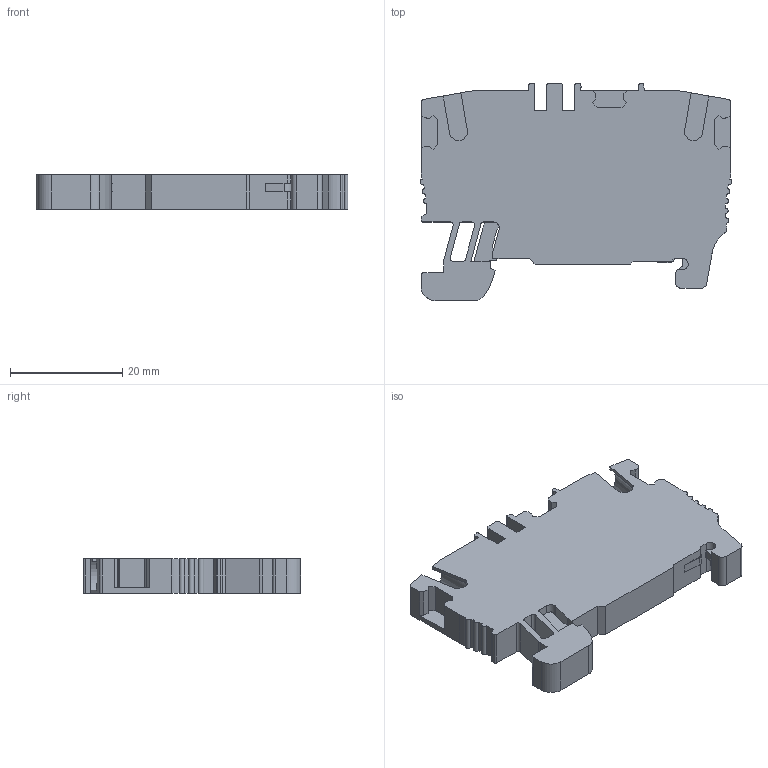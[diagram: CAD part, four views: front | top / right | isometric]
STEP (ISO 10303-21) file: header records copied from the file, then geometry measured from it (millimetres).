
FILE_DESCRIPTION((''),'2;1');
FILE_NAME('ASM0001_ASM','2024-01-17T08:17:05',('klemen.sitar'),('Audax d.o.o.'),'CREO PARAMETRIC BY PTC INC, 2021304','CREO PARAMETRIC BY PTC INC, 2021304','');
FILE_SCHEMA(('AP242_MANAGED_MODEL_BASED_3D_ENGINEERING_MIM_LF { 1 0 10303 442 1 1 4 }'));
Length unit declared in the file: millimetre
Products named in the file (2): EFCE_4; ASM0001_ASM
Assembly tree (1 placements, depth 2):
  ASM0001_ASM
    EFCE_4
Bounding box: 55.56 x 38.7 x 6.2 mm (x, y, z)
Volume: 9515.9 mm3; surface area: 5478.5 mm2
Topology: 1 solids, 1 shells, 228 faces, 686 edges, 462 vertices
Faces by surface type: plane 158, cylinder 70
Entity records: 11621 total; most frequent: CARTESIAN_POINT 1450, ORIENTED_EDGE 1372, DIRECTION 1296, PRESENTATION_STYLE_ASSIGNMENT 915, STYLED_ITEM 915, CURVE_STYLE 686, EDGE_CURVE 686, VECTOR 526
